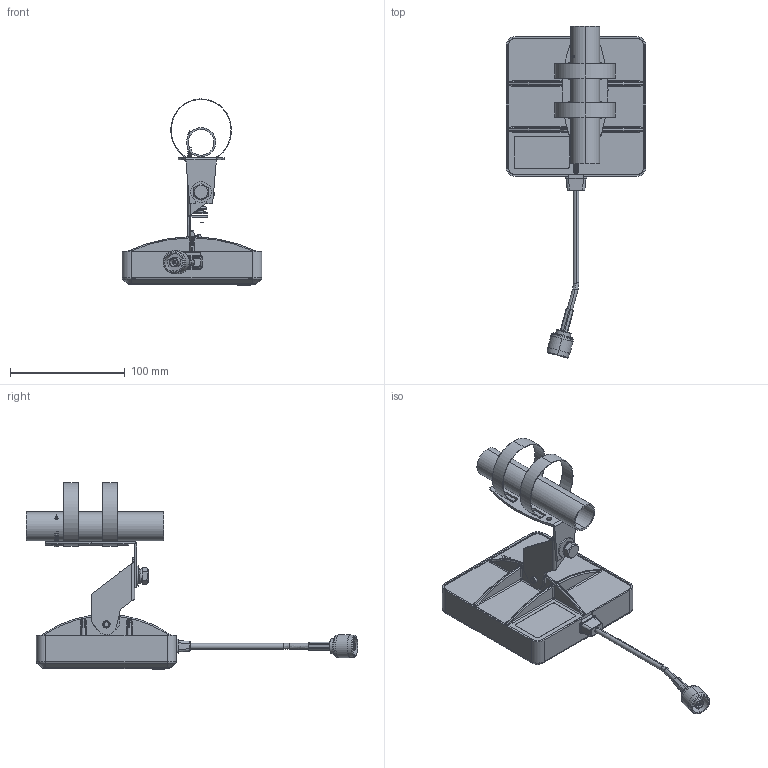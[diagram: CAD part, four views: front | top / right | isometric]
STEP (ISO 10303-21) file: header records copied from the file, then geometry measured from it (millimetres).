
FILE_DESCRIPTION (( 'STEP AP214' ), '1' );
FILE_NAME ('FG.26.A_Web.STEP', '2024-09-25T09:13:02', ( '' ), ( '' ), 'SwSTEP 2.0', 'SolidWorks 2022', '' );
FILE_SCHEMA (( 'AUTOMOTIVE_DESIGN' ));
Length unit declared in the file: millimetre
Products named in the file (1): FG.26.A_Web
Bounding box: 122 x 289.23 x 162.29 mm (x, y, z)
Surface area: 103598.7 mm2 (no closed solid volume)
Topology: 0 solids, 33 shells, 520 faces, 1841 edges, 1323 vertices
Faces by surface type: plane 172, cylinder 161, cone 84, bspline 52, torus 33, sphere 18
Entity records: 23910 total; most frequent: CARTESIAN_POINT 8458, DIRECTION 3213, ORIENTED_EDGE 2901, EDGE_CURVE 1825, VERTEX_POINT 1323, VECTOR 1087, LINE 1087, AXIS2_PLACEMENT_3D 1063
